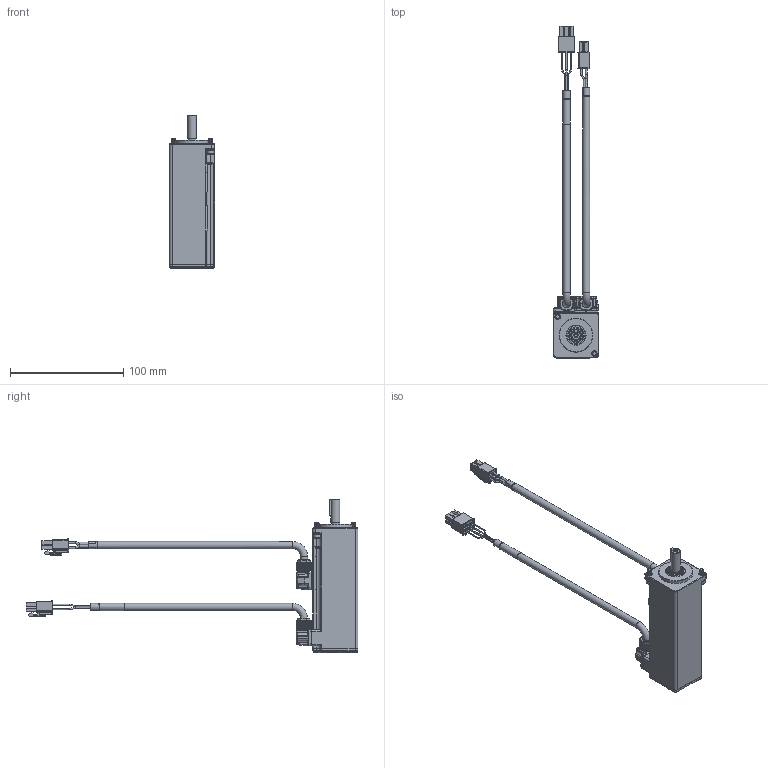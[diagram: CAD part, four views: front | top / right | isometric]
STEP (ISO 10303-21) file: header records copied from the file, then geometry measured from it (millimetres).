
FILE_DESCRIPTION(/* description */ (''),/* implementation_level */ '2;1');
FILE_NAME(/* name */ '48V X6MH010A-b6ln.stp',/* time_stamp */ '2019-12-16T16:59:30+08:00',/* author */ (''),/* organization */ (''),/* preprocessor_version */ 'ST-DEVELOPER v16',/* originating_system */ 'SIEMENS PLM Software NX 10.0',/* authorisation */ '');
FILE_SCHEMA (('AUTOMOTIVE_DESIGN { 1 0 10303 214 3 1 1 1 }'));
Products named in the file (1): hc159CAA21lkkw
Bounding box: 40 x 293.45 x 135.74 mm (x, y, z)
Volume: 196478.7 mm3; surface area: 41389.5 mm2
Topology: 1 solids, 1 shells, 1898 faces, 5245 edges, 3407 vertices
Faces by surface type: plane 1109, cylinder 560, cone 67, sphere 58, torus 55, bspline 49
Full cylindrical faces by diameter (mm): 0.98 x18, 1.76 x12, 2.5 x12, 2.6 x10, 3.1 x1, 3.5 x12, 3.8 x4, 4 x4, 4.3 x2, 4.8 x4, 5.8 x1, 6 x2, 6.2 x2, 6.3 x2, 6.5 x4, 6.8 x2, 7.4 x2, 7.8 x1, 8 x1, 8.5 x4, 8.6 x2, 8.9 x1, 9.4 x1, 9.8 x1, 11.8 x2, 14.2 x1, 17 x1, 30 x1
Entity records: 73364 total; most frequent: CARTESIAN_POINT 27044, ORIENTED_EDGE 9856, DIRECTION 9202, EDGE_CURVE 4928, VERTEX_POINT 3292, AXIS2_PLACEMENT_3D 3101, LINE 3000, VECTOR 3000
